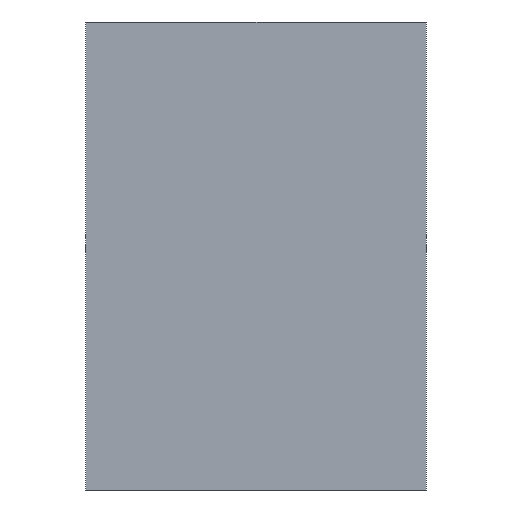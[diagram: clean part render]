
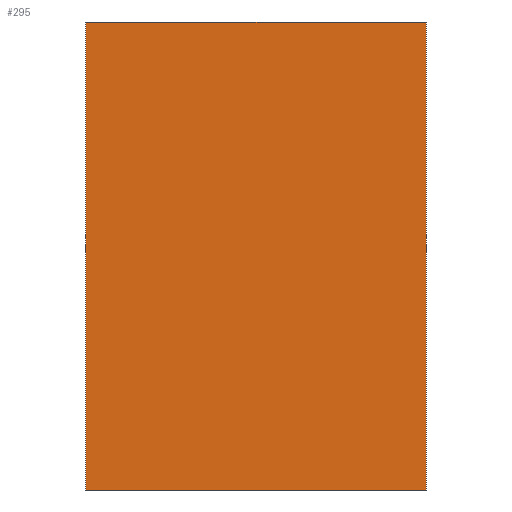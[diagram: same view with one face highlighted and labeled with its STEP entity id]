
A CAD part, left-side view. The second image highlights one B-rep face of the part: STEP entity #295.
In plain terms, the highlighted planar face has unit normal (-1, 0, 0).
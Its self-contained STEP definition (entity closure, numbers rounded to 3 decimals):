
#16=FACE_OUTER_BOUND('',#34,.T.);
#34=EDGE_LOOP('',(#184,#185,#186,#187));
#52=LINE('',#413,#88);
#53=LINE('',#415,#89);
#54=LINE('',#417,#90);
#55=LINE('',#418,#91);
#88=VECTOR('',#339,1.2);
#89=VECTOR('',#340,1.65);
#90=VECTOR('',#341,1.2);
#91=VECTOR('',#342,1.65);
#124=VERTEX_POINT('',#411);
#125=VERTEX_POINT('',#412);
#126=VERTEX_POINT('',#414);
#127=VERTEX_POINT('',#416);
#148=EDGE_CURVE('',#124,#125,#52,.T.);
#149=EDGE_CURVE('',#125,#126,#53,.T.);
#150=EDGE_CURVE('',#127,#126,#54,.T.);
#151=EDGE_CURVE('',#124,#127,#55,.T.);
#184=ORIENTED_EDGE('',*,*,#148,.T.);
#185=ORIENTED_EDGE('',*,*,#149,.T.);
#186=ORIENTED_EDGE('',*,*,#150,.F.);
#187=ORIENTED_EDGE('',*,*,#151,.F.);
#256=PLANE('',#317);
#295=ADVANCED_FACE('',(#16),#256,.T.);
#317=AXIS2_PLACEMENT_3D('',#410,#337,#338);
#337=DIRECTION('center_axis',(-1.,0.,0.));
#338=DIRECTION('ref_axis',(0.,-1.,0.));
#339=DIRECTION('',(0.,-1.,0.));
#340=DIRECTION('',(0.,0.,1.));
#341=DIRECTION('',(0.,-1.,0.));
#342=DIRECTION('',(0.,0.,1.));
#410=CARTESIAN_POINT('Origin',(0.,1.2,0.));
#411=CARTESIAN_POINT('',(0.,1.2,0.));
#412=CARTESIAN_POINT('',(0.,0.,0.));
#413=CARTESIAN_POINT('',(0.,1.2,0.));
#414=CARTESIAN_POINT('',(0.,0.,1.65));
#415=CARTESIAN_POINT('',(0.,0.,0.));
#416=CARTESIAN_POINT('',(0.,1.2,1.65));
#417=CARTESIAN_POINT('',(0.,1.2,1.65));
#418=CARTESIAN_POINT('',(0.,1.2,0.));
